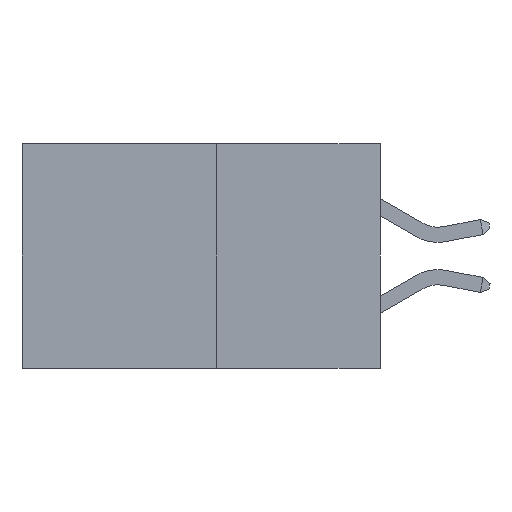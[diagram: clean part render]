
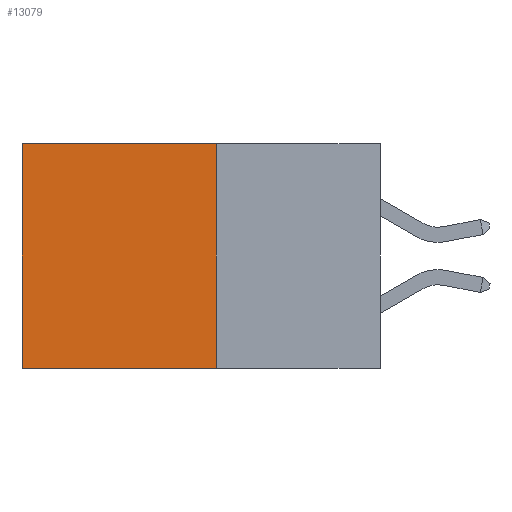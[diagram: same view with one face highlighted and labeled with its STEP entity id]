
A CAD part, left-side view. The second image highlights one B-rep face of the part: STEP entity #13079.
In plain terms, the highlighted planar face has unit normal (-1, 0, 0).
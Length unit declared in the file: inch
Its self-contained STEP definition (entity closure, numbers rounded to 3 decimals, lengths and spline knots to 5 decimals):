
#64 = EDGE_CURVE ( 'NONE', #18857, #10950, #18499, .T. ) ;
#435 = CARTESIAN_POINT ( 'NONE',  ( 0.277, 0.59, 0. ) ) ;
#1148 = VECTOR ( 'NONE', #5441, 39.37008 ) ;
#1270 = LINE ( 'NONE', #16629, #8392 ) ;
#1375 = CARTESIAN_POINT ( 'NONE',  ( 0.277, 0.59, -0.37 ) ) ;
#4998 = AXIS2_PLACEMENT_3D ( 'NONE', #15591, #6621, #17081 ) ;
#5049 = ORIENTED_EDGE ( 'NONE', *, *, #64, .T. ) ;
#5441 = DIRECTION ( 'NONE',  ( 0., 0., -1. ) ) ;
#5702 = LINE ( 'NONE', #15938, #1148 ) ;
#6225 = DIRECTION ( 'NONE',  ( 0., 0., -1. ) ) ;
#6621 = DIRECTION ( 'NONE',  ( 1., 0., 0. ) ) ;
#6948 = ORIENTED_EDGE ( 'NONE', *, *, #13571, .F. ) ;
#7042 = EDGE_CURVE ( 'NONE', #19133, #18857, #1270, .T. ) ;
#7080 = VECTOR ( 'NONE', #6225, 39.37008 ) ;
#7173 = LINE ( 'NONE', #11430, #18582 ) ;
#7424 = CARTESIAN_POINT ( 'NONE',  ( 0.277, 0.27, 0. ) ) ;
#8392 = VECTOR ( 'NONE', #16793, 39.37008 ) ;
#8809 = ORIENTED_EDGE ( 'NONE', *, *, #15005, .F. ) ;
#10802 = CARTESIAN_POINT ( 'NONE',  ( 0.277, 0.59, -0.37 ) ) ;
#10950 = VERTEX_POINT ( 'NONE', #10802 ) ;
#11079 = PLANE ( 'NONE',  #4998 ) ;
#11430 = CARTESIAN_POINT ( 'NONE',  ( 0.277, 0.27, -0.37 ) ) ;
#12146 = FACE_OUTER_BOUND ( 'NONE', #13309, .T. ) ;
#13079 = ADVANCED_FACE ( 'NONE', ( #12146 ), #11079, .F. ) ;
#13309 = EDGE_LOOP ( 'NONE', ( #5049, #6948, #8809, #13315 ) ) ;
#13315 = ORIENTED_EDGE ( 'NONE', *, *, #7042, .T. ) ;
#13527 = CARTESIAN_POINT ( 'NONE',  ( 0.277, 0.27, -0.37 ) ) ;
#13571 = EDGE_CURVE ( 'NONE', #15250, #10950, #7173, .T. ) ;
#15005 = EDGE_CURVE ( 'NONE', #19133, #15250, #5702, .T. ) ;
#15250 = VERTEX_POINT ( 'NONE', #13527 ) ;
#15591 = CARTESIAN_POINT ( 'NONE',  ( 0.277, 0.27, -0.37 ) ) ;
#15919 = DIRECTION ( 'NONE',  ( 0., 1., 0. ) ) ;
#15938 = CARTESIAN_POINT ( 'NONE',  ( 0.277, 0.27, -0.37 ) ) ;
#16629 = CARTESIAN_POINT ( 'NONE',  ( 0.277, 0.27, 0. ) ) ;
#16793 = DIRECTION ( 'NONE',  ( 0., 1., 0. ) ) ;
#17081 = DIRECTION ( 'NONE',  ( 0., 0., -1. ) ) ;
#18499 = LINE ( 'NONE', #1375, #7080 ) ;
#18582 = VECTOR ( 'NONE', #15919, 39.37008 ) ;
#18857 = VERTEX_POINT ( 'NONE', #435 ) ;
#19133 = VERTEX_POINT ( 'NONE', #7424 ) ;
